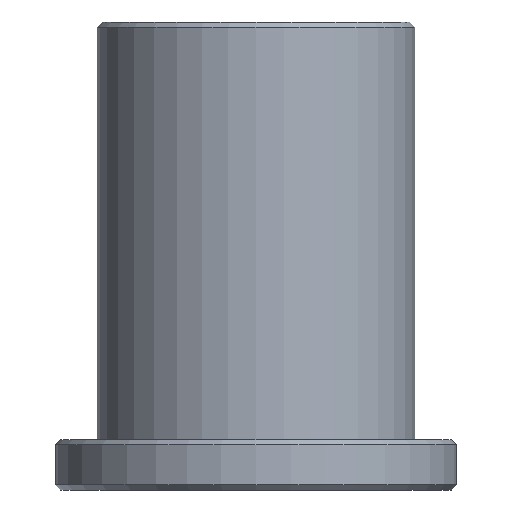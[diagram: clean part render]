
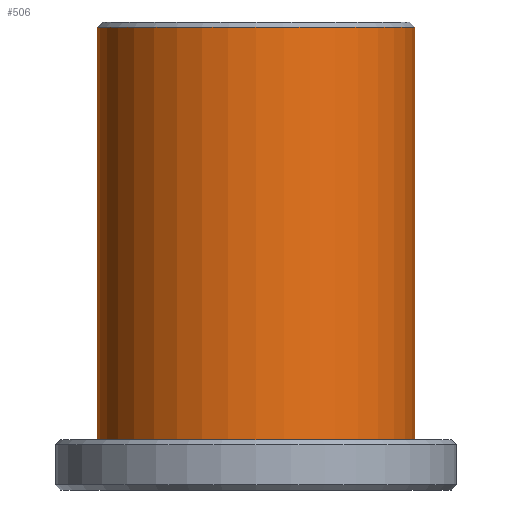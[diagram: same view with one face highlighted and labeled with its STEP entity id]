
A CAD part, front view. The second image highlights one B-rep face of the part: STEP entity #506.
In plain terms, the highlighted cylindrical face has radius 9.5 mm (diameter 19 mm), a partial arc.
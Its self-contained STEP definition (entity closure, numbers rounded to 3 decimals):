
#7 = CYLINDRICAL_SURFACE ( 'NONE', #925, 9.5 ) ;
#34 = CARTESIAN_POINT ( 'NONE',  ( 9.5, 0., 3. ) ) ;
#46 = FACE_OUTER_BOUND ( 'NONE', #1137, .T. ) ;
#52 = ORIENTED_EDGE ( 'NONE', *, *, #1217, .F. ) ;
#54 = CARTESIAN_POINT ( 'NONE',  ( 9.5, 0., 27.7 ) ) ;
#56 = DIRECTION ( 'NONE',  ( 1., 0., 0. ) ) ;
#59 = CIRCLE ( 'NONE', #63, 9.5 ) ;
#60 = DIRECTION ( 'NONE',  ( 0., 0., -1. ) ) ;
#63 = AXIS2_PLACEMENT_3D ( 'NONE', #606, #1384, #724 ) ;
#68 = CARTESIAN_POINT ( 'NONE',  ( 0., 0., 27.7 ) ) ;
#72 = CARTESIAN_POINT ( 'NONE',  ( -9.5, 0., 28. ) ) ;
#137 = CARTESIAN_POINT ( 'NONE',  ( 0., 0., 28. ) ) ;
#150 = EDGE_CURVE ( 'NONE', #1240, #638, #236, .T. ) ;
#174 = ORIENTED_EDGE ( 'NONE', *, *, #150, .T. ) ;
#236 = CIRCLE ( 'NONE', #1402, 9.5 ) ;
#364 = CARTESIAN_POINT ( 'NONE',  ( 9.5, 0., 28. ) ) ;
#420 = VERTEX_POINT ( 'NONE', #34 ) ;
#506 = ADVANCED_FACE ( 'NONE', ( #46 ), #7, .T. ) ;
#556 = CARTESIAN_POINT ( 'NONE',  ( -9.5, 0., 3. ) ) ;
#588 = ORIENTED_EDGE ( 'NONE', *, *, #1269, .F. ) ;
#606 = CARTESIAN_POINT ( 'NONE',  ( 0., 0., 3. ) ) ;
#620 = EDGE_CURVE ( 'NONE', #638, #1019, #758, .T. ) ;
#638 = VERTEX_POINT ( 'NONE', #749 ) ;
#724 = DIRECTION ( 'NONE',  ( -1., 0., 0. ) ) ;
#749 = CARTESIAN_POINT ( 'NONE',  ( -9.5, 0., 27.7 ) ) ;
#758 = LINE ( 'NONE', #72, #1125 ) ;
#762 = ORIENTED_EDGE ( 'NONE', *, *, #620, .T. ) ;
#810 = VECTOR ( 'NONE', #1258, 1000. ) ;
#855 = DIRECTION ( 'NONE',  ( 0., 0., -1. ) ) ;
#904 = DIRECTION ( 'NONE',  ( 0., 0., -1. ) ) ;
#925 = AXIS2_PLACEMENT_3D ( 'NONE', #137, #904, #1017 ) ;
#1017 = DIRECTION ( 'NONE',  ( -1., 0., 0. ) ) ;
#1019 = VERTEX_POINT ( 'NONE', #556 ) ;
#1102 = LINE ( 'NONE', #364, #810 ) ;
#1125 = VECTOR ( 'NONE', #855, 1000. ) ;
#1137 = EDGE_LOOP ( 'NONE', ( #588, #174, #762, #52 ) ) ;
#1217 = EDGE_CURVE ( 'NONE', #420, #1019, #59, .T. ) ;
#1240 = VERTEX_POINT ( 'NONE', #54 ) ;
#1258 = DIRECTION ( 'NONE',  ( 0., 0., -1. ) ) ;
#1269 = EDGE_CURVE ( 'NONE', #1240, #420, #1102, .T. ) ;
#1384 = DIRECTION ( 'NONE',  ( 0., 0., -1. ) ) ;
#1402 = AXIS2_PLACEMENT_3D ( 'NONE', #68, #60, #56 ) ;
